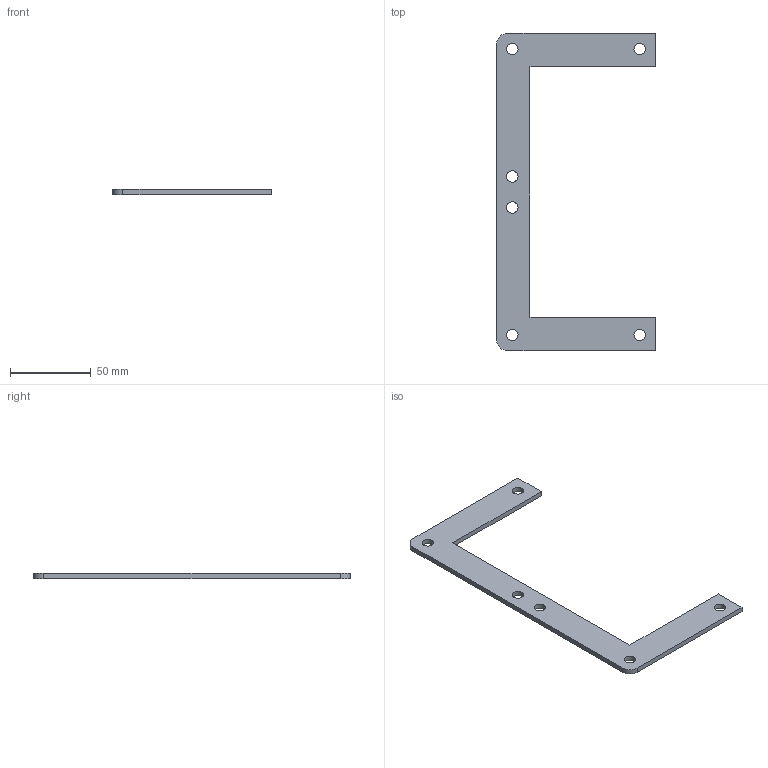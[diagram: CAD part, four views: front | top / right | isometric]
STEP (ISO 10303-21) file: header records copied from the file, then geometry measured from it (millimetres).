
FILE_DESCRIPTION(/* description */ ('JW, DROP HANGER, CRS, 2.5X2.5'),/* implementation_level */ '2;1');
FILE_NAME(/* name */ 'JWD2.stp',/* time_stamp */ '2017-05-23T15:52:24-05:00',/* author */ ('wford'),/* organization */ (''),/* preprocessor_version */ 'ST-DEVELOPER v16.1',/* originating_system */ 'Autodesk Inventor 2016',/* authorisation */ '');
FILE_SCHEMA (('AUTOMOTIVE_DESIGN { 1 0 10303 214 3 1 1 }'));
Length unit declared in the file: inch
Products named in the file (1): JWD
Bounding box: 98.42 x 196.85 x 3.17 mm (x, y, z)
Volume: 22293.1 mm3; surface area: 16820.1 mm2
Topology: 1 solids, 1 shells, 18 faces, 48 edges, 32 vertices
Faces by surface type: plane 10, cylinder 8
Full cylindrical faces by diameter (mm): 7.112 x6
Entity records: 588 total; most frequent: DIRECTION 96, CARTESIAN_POINT 93, ORIENTED_EDGE 84, EDGE_CURVE 42, EDGE_LOOP 36, AXIS2_PLACEMENT_3D 35, VERTEX_POINT 32, LINE 26
